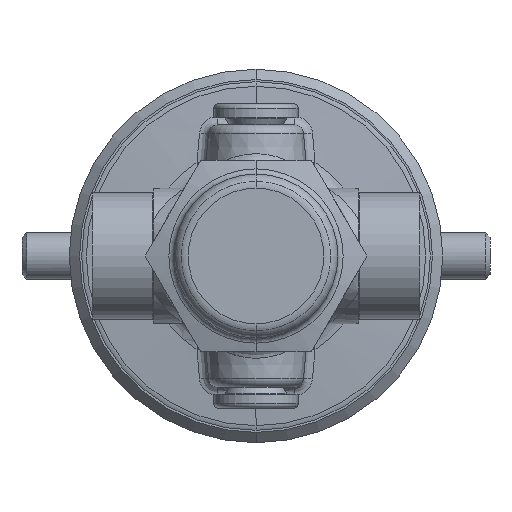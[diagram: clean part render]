
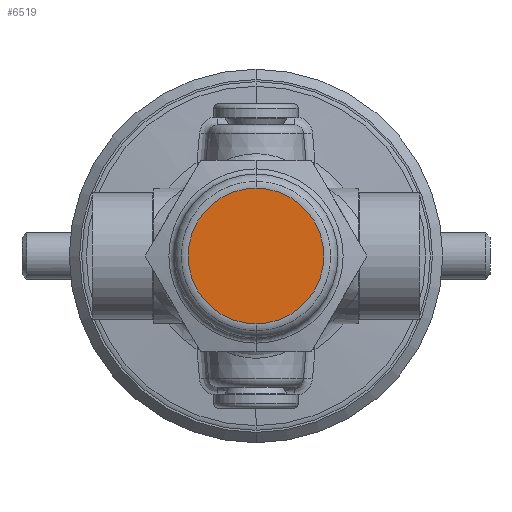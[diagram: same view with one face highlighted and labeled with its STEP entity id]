
A CAD part, front view. The second image highlights one B-rep face of the part: STEP entity #6519.
In plain terms, the highlighted planar face has unit normal (0, -1, 0).
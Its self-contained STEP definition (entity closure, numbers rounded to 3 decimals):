
#791 = VERTEX_POINT ( 'NONE', #2855 ) ;
#867 = CIRCLE ( 'NONE', #6659, 14.5 ) ;
#975 = CARTESIAN_POINT ( 'NONE',  ( 0., -48., 0. ) ) ;
#1028 = DIRECTION ( 'NONE',  ( 0., 0., -1. ) ) ;
#1181 = ORIENTED_EDGE ( 'NONE', *, *, #9993, .F. ) ;
#2855 = CARTESIAN_POINT ( 'NONE',  ( 0., -48., -14.5 ) ) ;
#3137 = DIRECTION ( 'NONE',  ( 0., 0., -1. ) ) ;
#3484 = EDGE_CURVE ( 'NONE', #791, #5108, #867, .T. ) ;
#4009 = CARTESIAN_POINT ( 'NONE',  ( 0., -48., 14.5 ) ) ;
#4092 = EDGE_LOOP ( 'NONE', ( #13962, #1181 ) ) ;
#4730 = CARTESIAN_POINT ( 'NONE',  ( 0., -48., 0. ) ) ;
#5108 = VERTEX_POINT ( 'NONE', #4009 ) ;
#6519 = ADVANCED_FACE ( 'NONE', ( #8487 ), #12514, .F. ) ;
#6659 = AXIS2_PLACEMENT_3D ( 'NONE', #7704, #14547, #13414 ) ;
#7704 = CARTESIAN_POINT ( 'NONE',  ( 0., -48., 0. ) ) ;
#7869 = DIRECTION ( 'NONE',  ( 0., 1., 0. ) ) ;
#8487 = FACE_OUTER_BOUND ( 'NONE', #4092, .T. ) ;
#9993 = EDGE_CURVE ( 'NONE', #5108, #791, #10232, .T. ) ;
#10232 = CIRCLE ( 'NONE', #12623, 14.5 ) ;
#12514 = PLANE ( 'NONE',  #14457 ) ;
#12623 = AXIS2_PLACEMENT_3D ( 'NONE', #975, #13465, #3137 ) ;
#13414 = DIRECTION ( 'NONE',  ( 0., 0., -1. ) ) ;
#13465 = DIRECTION ( 'NONE',  ( 0., 1., 0. ) ) ;
#13962 = ORIENTED_EDGE ( 'NONE', *, *, #3484, .F. ) ;
#14457 = AXIS2_PLACEMENT_3D ( 'NONE', #4730, #7869, #1028 ) ;
#14547 = DIRECTION ( 'NONE',  ( 0., 1., 0. ) ) ;
